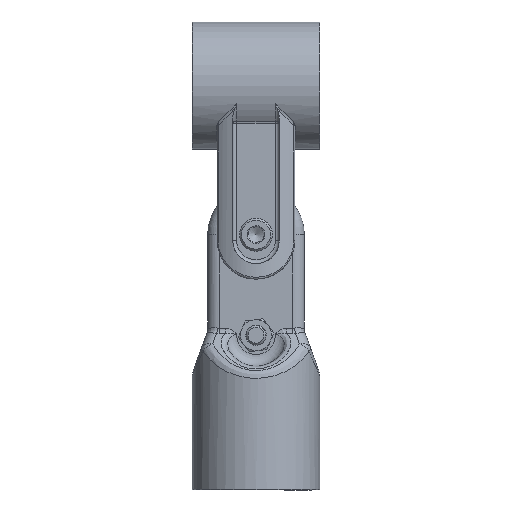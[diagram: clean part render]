
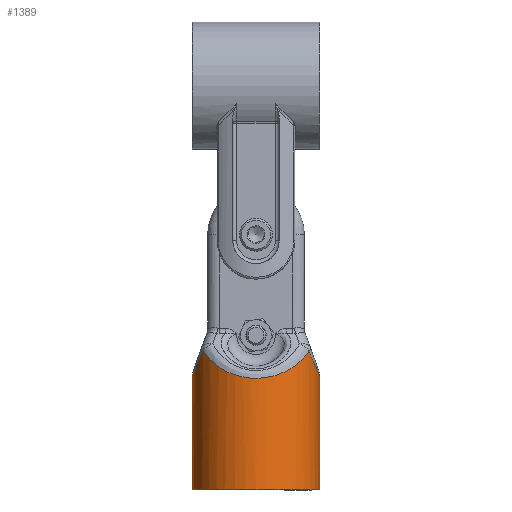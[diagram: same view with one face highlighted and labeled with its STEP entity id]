
A CAD part, left-side view. The second image highlights one B-rep face of the part: STEP entity #1389.
In plain terms, the highlighted cylindrical face has radius 16.5 mm (diameter 33 mm), a partial arc.
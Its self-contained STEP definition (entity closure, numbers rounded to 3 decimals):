
#1389=ADVANCED_FACE('',(#5354),#5356,.T.);
#5354=FACE_BOUND('',#5355,.T.);
#5355=EDGE_LOOP('',(#8618,#8619,#8620,#8621,#8622,#8623));
#5356=CYLINDRICAL_SURFACE('',#5357,16.5);
#5357=AXIS2_PLACEMENT_3D('',#5358,#5359,#5360);
#5358=CARTESIAN_POINT('',(0.,0.,0.));
#5359=DIRECTION('',(0.,1.,0.));
#5360=DIRECTION('',(-1.,0.,0.));
#8618=ORIENTED_EDGE('',*,*,#9288,.T.);
#8619=ORIENTED_EDGE('',*,*,#9289,.F.);
#8620=ORIENTED_EDGE('',*,*,#9290,.F.);
#8621=ORIENTED_EDGE('',*,*,#9291,.F.);
#8622=ORIENTED_EDGE('',*,*,#9292,.T.);
#8623=ORIENTED_EDGE('',*,*,#9293,.T.);
#9288=EDGE_CURVE('',#9857,#9858,#9859,.T.);
#9289=EDGE_CURVE('',#9860,#9858,#9861,.T.);
#9290=EDGE_CURVE('',#9862,#9860,#9863,.T.);
#9291=EDGE_CURVE('',#9864,#9862,#9865,.T.);
#9292=EDGE_CURVE('',#9864,#9866,#9867,.F.);
#9293=EDGE_CURVE('',#9866,#9857,#9868,.T.);
#9857=VERTEX_POINT('',#13553);
#9858=VERTEX_POINT('',#13554);
#9859=LINE('',#13555,#13556);
#9860=VERTEX_POINT('',#13558);
#9861=(BOUNDED_CURVE()B_SPLINE_CURVE(3,
(#13559,#13560,#13561,#13562),
.UNSPECIFIED.,.F.,.F.)B_SPLINE_CURVE_WITH_KNOTS((4,4),
(0.,1.),
.UNSPECIFIED.)CURVE()GEOMETRIC_REPRESENTATION_ITEM()RATIONAL_B_SPLINE_CURVE((1.,
0.978,0.978,1.))REPRESENTATION_ITEM(''));
#9862=VERTEX_POINT('',#13563);
#9863=(BOUNDED_CURVE()B_SPLINE_CURVE(3,
(#13564,#13565,#13566,#13567),
.UNSPECIFIED.,.F.,.F.)B_SPLINE_CURVE_WITH_KNOTS((4,4),
(0.,1.),
.UNSPECIFIED.)CURVE()GEOMETRIC_REPRESENTATION_ITEM()RATIONAL_B_SPLINE_CURVE((1.,
0.705,0.705,1.))REPRESENTATION_ITEM(''));
#9864=VERTEX_POINT('',#13568);
#9865=(BOUNDED_CURVE()B_SPLINE_CURVE(3,
(#13569,#13570,#13571,#13572),
.UNSPECIFIED.,.F.,.F.)B_SPLINE_CURVE_WITH_KNOTS((4,4),
(0.,1.),
.UNSPECIFIED.)CURVE()GEOMETRIC_REPRESENTATION_ITEM()RATIONAL_B_SPLINE_CURVE((1.,
0.978,0.978,1.))REPRESENTATION_ITEM(''));
#9866=VERTEX_POINT('',#13573);
#9867=LINE('',#13574,#13575);
#9868=CIRCLE('',#13577,16.5);
#13553=CARTESIAN_POINT('',(1.215,0.2,-16.455));
#13554=CARTESIAN_POINT('',(1.215,29.572,-16.455));
#13555=CARTESIAN_POINT('',(1.215,0.2,-16.455));
#13556=VECTOR('',#13557,1.);
#13557=DIRECTION('',(0.,1.,0.));
#13558=CARTESIAN_POINT('',(9.208,35.785,-13.691));
#13559=CARTESIAN_POINT('',(9.208,35.785,-13.691));
#13560=CARTESIAN_POINT('',(6.816,32.167,-15.301));
#13561=CARTESIAN_POINT('',(4.09,30.049,-16.243));
#13562=CARTESIAN_POINT('',(1.215,29.572,-16.455));
#13563=CARTESIAN_POINT('',(9.208,35.785,13.691));
#13564=CARTESIAN_POINT('',(9.208,35.785,13.691));
#13565=CARTESIAN_POINT('',(19.946,25.622,6.47));
#13566=CARTESIAN_POINT('',(19.946,25.622,-6.47));
#13567=CARTESIAN_POINT('',(9.208,35.785,-13.691));
#13568=CARTESIAN_POINT('',(1.215,29.572,16.455));
#13569=CARTESIAN_POINT('',(1.215,29.572,16.455));
#13570=CARTESIAN_POINT('',(4.09,30.049,16.243));
#13571=CARTESIAN_POINT('',(6.816,32.167,15.301));
#13572=CARTESIAN_POINT('',(9.208,35.785,13.691));
#13573=CARTESIAN_POINT('',(1.215,0.2,16.455));
#13574=CARTESIAN_POINT('',(1.215,0.2,16.455));
#13575=VECTOR('',#13576,1.);
#13576=DIRECTION('',(0.,1.,0.));
#13577=AXIS2_PLACEMENT_3D('',#13578,#13579,#13580);
#13578=CARTESIAN_POINT('',(0.,0.2,0.));
#13579=DIRECTION('',(0.,1.,0.));
#13580=DIRECTION('',(0.074,0.,0.997));
